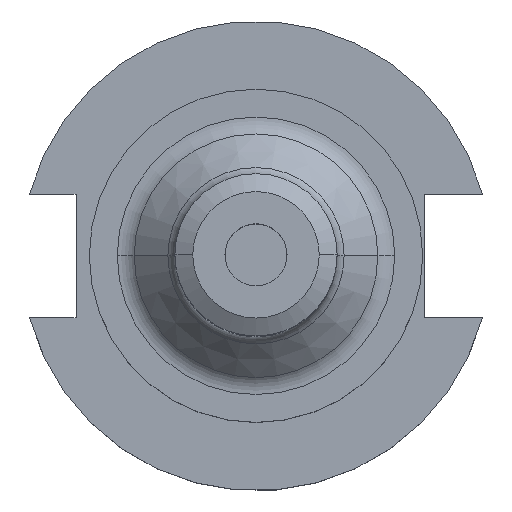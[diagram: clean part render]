
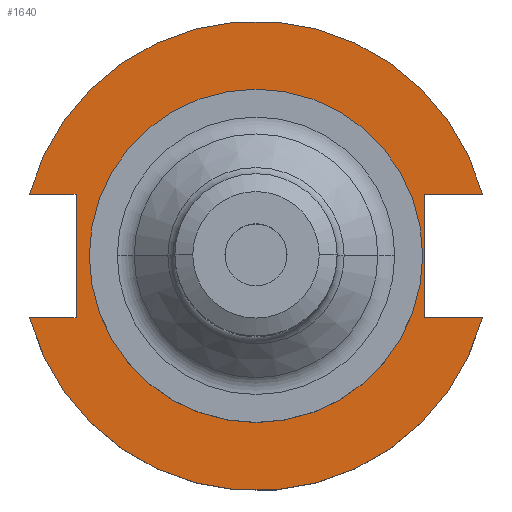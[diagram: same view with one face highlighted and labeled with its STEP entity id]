
A CAD part, top view. The second image highlights one B-rep face of the part: STEP entity #1640.
In plain terms, the highlighted planar face has unit normal (0, 0, 1).
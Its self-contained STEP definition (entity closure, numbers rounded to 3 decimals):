
#8 = DIRECTION ( 'NONE',  ( 1., 0., 0. ) ) ;
#17 = DIRECTION ( 'NONE',  ( 0., -1., 0. ) ) ;
#33 = VECTOR ( 'NONE', #174, 1000. ) ;
#42 = CARTESIAN_POINT ( 'NONE',  ( -37.719, -12.954, 19.05 ) ) ;
#61 = DIRECTION ( 'NONE',  ( 1., 0., 0. ) ) ;
#79 = EDGE_CURVE ( 'NONE', #154, #1086, #1639, .T. ) ;
#85 = CARTESIAN_POINT ( 'NONE',  ( -47.477, 12.954, 19.05 ) ) ;
#89 = LINE ( 'NONE', #336, #33 ) ;
#138 = FACE_BOUND ( 'NONE', #555, .T. ) ;
#154 = VERTEX_POINT ( 'NONE', #42 ) ;
#168 = LINE ( 'NONE', #1442, #904 ) ;
#174 = DIRECTION ( 'NONE',  ( -1., 0., 0. ) ) ;
#196 = DIRECTION ( 'NONE',  ( 0., 1., 0. ) ) ;
#197 = CARTESIAN_POINT ( 'NONE',  ( 35.306, -12.954, 19.05 ) ) ;
#211 = CIRCLE ( 'NONE', #1044, 49.212 ) ;
#213 = VERTEX_POINT ( 'NONE', #85 ) ;
#218 = DIRECTION ( 'NONE',  ( -1., 0., 0. ) ) ;
#237 = VECTOR ( 'NONE', #218, 1000. ) ;
#238 = VERTEX_POINT ( 'NONE', #1424 ) ;
#264 = VERTEX_POINT ( 'NONE', #1812 ) ;
#266 = ORIENTED_EDGE ( 'NONE', *, *, #1903, .F. ) ;
#267 = CIRCLE ( 'NONE', #917, 34.925 ) ;
#273 = ORIENTED_EDGE ( 'NONE', *, *, #604, .F. ) ;
#285 = DIRECTION ( 'NONE',  ( 1., 0., 0. ) ) ;
#303 = ORIENTED_EDGE ( 'NONE', *, *, #1663, .F. ) ;
#336 = CARTESIAN_POINT ( 'NONE',  ( 35.306, 12.954, 19.05 ) ) ;
#338 = CARTESIAN_POINT ( 'NONE',  ( -37.719, 12.954, 19.05 ) ) ;
#351 = DIRECTION ( 'NONE',  ( 1., 0., 0. ) ) ;
#404 = CIRCLE ( 'NONE', #945, 34.925 ) ;
#453 = DIRECTION ( 'NONE',  ( 0., 0., 1. ) ) ;
#461 = AXIS2_PLACEMENT_3D ( 'NONE', #1863, #2012, #1874 ) ;
#465 = VECTOR ( 'NONE', #285, 1000. ) ;
#472 = LINE ( 'NONE', #1400, #1685 ) ;
#525 = VERTEX_POINT ( 'NONE', #1651 ) ;
#555 = EDGE_LOOP ( 'NONE', ( #1996, #273 ) ) ;
#573 = VERTEX_POINT ( 'NONE', #650 ) ;
#585 = ORIENTED_EDGE ( 'NONE', *, *, #1361, .T. ) ;
#604 = EDGE_CURVE ( 'NONE', #573, #525, #267, .T. ) ;
#636 = LINE ( 'NONE', #1335, #237 ) ;
#645 = CARTESIAN_POINT ( 'NONE',  ( 47.477, 12.954, 19.05 ) ) ;
#650 = CARTESIAN_POINT ( 'NONE',  ( -34.925, 0., 19.05 ) ) ;
#703 = EDGE_CURVE ( 'NONE', #264, #892, #168, .T. ) ;
#718 = ORIENTED_EDGE ( 'NONE', *, *, #703, .F. ) ;
#762 = ORIENTED_EDGE ( 'NONE', *, *, #79, .F. ) ;
#780 = VERTEX_POINT ( 'NONE', #645 ) ;
#781 = DIRECTION ( 'NONE',  ( 1., 0., 0. ) ) ;
#811 = VERTEX_POINT ( 'NONE', #1175 ) ;
#819 = EDGE_CURVE ( 'NONE', #780, #213, #2017, .T. ) ;
#887 = LINE ( 'NONE', #2011, #465 ) ;
#892 = VERTEX_POINT ( 'NONE', #197 ) ;
#904 = VECTOR ( 'NONE', #17, 1000. ) ;
#917 = AXIS2_PLACEMENT_3D ( 'NONE', #1618, #1779, #61 ) ;
#945 = AXIS2_PLACEMENT_3D ( 'NONE', #2035, #453, #8 ) ;
#1022 = EDGE_CURVE ( 'NONE', #811, #154, #887, .T. ) ;
#1044 = AXIS2_PLACEMENT_3D ( 'NONE', #1447, #1769, #781 ) ;
#1086 = VERTEX_POINT ( 'NONE', #1883 ) ;
#1088 = EDGE_CURVE ( 'NONE', #525, #573, #404, .T. ) ;
#1175 = CARTESIAN_POINT ( 'NONE',  ( -47.477, -12.954, 19.05 ) ) ;
#1335 = CARTESIAN_POINT ( 'NONE',  ( -63.719, 12.954, 19.05 ) ) ;
#1346 = FACE_OUTER_BOUND ( 'NONE', #1575, .T. ) ;
#1361 = EDGE_CURVE ( 'NONE', #811, #238, #211, .T. ) ;
#1400 = CARTESIAN_POINT ( 'NONE',  ( 35.306, -12.954, 19.05 ) ) ;
#1424 = CARTESIAN_POINT ( 'NONE',  ( 47.477, -12.954, 19.05 ) ) ;
#1442 = CARTESIAN_POINT ( 'NONE',  ( 35.306, 12.954, 19.05 ) ) ;
#1447 = CARTESIAN_POINT ( 'NONE',  ( 0., 0., 19.05 ) ) ;
#1468 = DIRECTION ( 'NONE',  ( 1., 0., 0. ) ) ;
#1528 = ORIENTED_EDGE ( 'NONE', *, *, #819, .T. ) ;
#1571 = EDGE_CURVE ( 'NONE', #1086, #213, #636, .T. ) ;
#1575 = EDGE_LOOP ( 'NONE', ( #585, #266, #718, #303, #1528, #1905, #762, #1635 ) ) ;
#1587 = VECTOR ( 'NONE', #196, 1000. ) ;
#1601 = DIRECTION ( 'NONE',  ( 0., 0., 1. ) ) ;
#1611 = CARTESIAN_POINT ( 'NONE',  ( 0., 49.212, 19.05 ) ) ;
#1618 = CARTESIAN_POINT ( 'NONE',  ( 0., 0., 19.05 ) ) ;
#1635 = ORIENTED_EDGE ( 'NONE', *, *, #1022, .F. ) ;
#1639 = LINE ( 'NONE', #338, #1587 ) ;
#1640 = ADVANCED_FACE ( 'NONE', ( #138, #1346 ), #1926, .T. ) ;
#1651 = CARTESIAN_POINT ( 'NONE',  ( 34.925, 0., 19.05 ) ) ;
#1663 = EDGE_CURVE ( 'NONE', #780, #264, #89, .T. ) ;
#1685 = VECTOR ( 'NONE', #1468, 1000. ) ;
#1745 = AXIS2_PLACEMENT_3D ( 'NONE', #1611, #1601, #351 ) ;
#1769 = DIRECTION ( 'NONE',  ( 0., 0., 1. ) ) ;
#1779 = DIRECTION ( 'NONE',  ( 0., 0., 1. ) ) ;
#1812 = CARTESIAN_POINT ( 'NONE',  ( 35.306, 12.954, 19.05 ) ) ;
#1863 = CARTESIAN_POINT ( 'NONE',  ( 0., 0., 19.05 ) ) ;
#1874 = DIRECTION ( 'NONE',  ( 1., 0., 0. ) ) ;
#1883 = CARTESIAN_POINT ( 'NONE',  ( -37.719, 12.954, 19.05 ) ) ;
#1903 = EDGE_CURVE ( 'NONE', #892, #238, #472, .T. ) ;
#1905 = ORIENTED_EDGE ( 'NONE', *, *, #1571, .F. ) ;
#1926 = PLANE ( 'NONE',  #1745 ) ;
#1996 = ORIENTED_EDGE ( 'NONE', *, *, #1088, .F. ) ;
#2011 = CARTESIAN_POINT ( 'NONE',  ( -63.719, -12.954, 19.05 ) ) ;
#2012 = DIRECTION ( 'NONE',  ( 0., 0., 1. ) ) ;
#2017 = CIRCLE ( 'NONE', #461, 49.212 ) ;
#2035 = CARTESIAN_POINT ( 'NONE',  ( 0., 0., 19.05 ) ) ;
